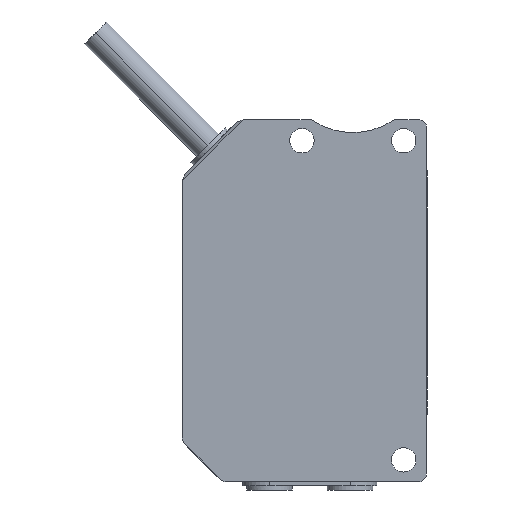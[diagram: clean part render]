
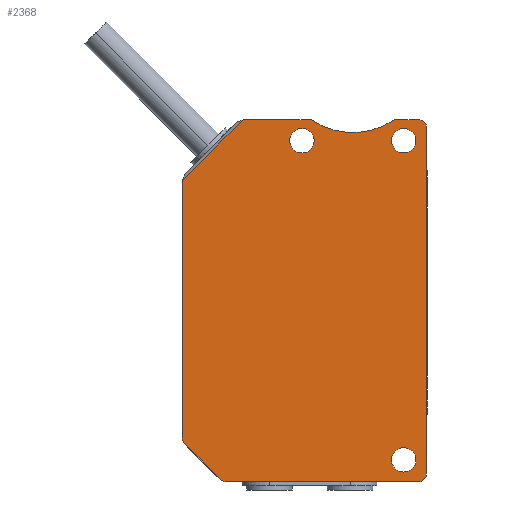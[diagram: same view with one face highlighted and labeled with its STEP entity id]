
A CAD part, front view. The second image highlights one B-rep face of the part: STEP entity #2368.
In plain terms, the highlighted planar face has unit normal (0, -1, 0).
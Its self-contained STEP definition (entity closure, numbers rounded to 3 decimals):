
#2=CARTESIAN_POINT('',(12.2,-7.5,-19.55));
#3=DIRECTION('',(0.,1.,0.));
#4=DIRECTION('',(1.,0.,0.));
#5=AXIS2_PLACEMENT_3D('',#2,#3,#4);
#7=CARTESIAN_POINT('',(12.2,-7.5,-19.55));
#8=DIRECTION('',(0.,1.,0.));
#9=DIRECTION('',(-1.,0.,0.));
#10=AXIS2_PLACEMENT_3D('',#7,#8,#9);
#12=CARTESIAN_POINT('',(12.2,-7.5,19.65));
#13=DIRECTION('',(0.,1.,0.));
#14=DIRECTION('',(1.,0.,0.));
#15=AXIS2_PLACEMENT_3D('',#12,#13,#14);
#17=CARTESIAN_POINT('',(12.2,-7.5,19.65));
#18=DIRECTION('',(0.,1.,0.));
#19=DIRECTION('',(-1.,0.,0.));
#20=AXIS2_PLACEMENT_3D('',#17,#18,#19);
#22=CARTESIAN_POINT('',(-0.3,-7.5,19.65));
#23=DIRECTION('',(0.,1.,0.));
#24=DIRECTION('',(1.,0.,0.));
#25=AXIS2_PLACEMENT_3D('',#22,#23,#24);
#27=CARTESIAN_POINT('',(-0.3,-7.5,19.65));
#28=DIRECTION('',(0.,1.,0.));
#29=DIRECTION('',(-1.,0.,0.));
#30=AXIS2_PLACEMENT_3D('',#27,#28,#29);
#32=CARTESIAN_POINT('',(5.95,-7.5,29.65));
#33=DIRECTION('',(0.,1.,0.));
#34=DIRECTION('',(0.569,0.,-0.822));
#35=AXIS2_PLACEMENT_3D('',#32,#33,#34);
#37=DIRECTION('',(1.,0.,0.));
#38=VECTOR('',#37,2.928);
#39=CARTESIAN_POINT('',(11.072,-7.5,22.25));
#40=LINE('',#39,#38);
#41=CARTESIAN_POINT('',(14.,-7.5,21.25));
#42=DIRECTION('',(0.,-1.,0.));
#43=DIRECTION('',(1.,0.,0.));
#44=AXIS2_PLACEMENT_3D('',#41,#42,#43);
#46=DIRECTION('',(0.,0.,-1.));
#47=VECTOR('',#46,42.5);
#48=CARTESIAN_POINT('',(15.,-7.5,21.25));
#49=LINE('',#48,#47);
#50=CARTESIAN_POINT('',(14.,-7.5,-21.25));
#51=DIRECTION('',(0.,-1.,0.));
#52=DIRECTION('',(0.,0.,-1.));
#53=AXIS2_PLACEMENT_3D('',#50,#51,#52);
#55=DIRECTION('',(-1.,0.,0.));
#56=VECTOR('',#55,23.586);
#57=CARTESIAN_POINT('',(14.,-7.5,-22.25));
#58=LINE('',#57,#56);
#59=CARTESIAN_POINT('',(-9.586,-7.5,-21.25));
#60=DIRECTION('',(0.,-1.,0.));
#61=DIRECTION('',(-0.707,0.,-0.707));
#62=AXIS2_PLACEMENT_3D('',#59,#60,#61);
#64=DIRECTION('',(0.707,0.,-0.707));
#65=VECTOR('',#64,6.243);
#66=CARTESIAN_POINT('',(-14.707,-7.5,-17.543));
#67=LINE('',#66,#65);
#68=CARTESIAN_POINT('',(-14.,-7.5,-16.836));
#69=DIRECTION('',(0.,-1.,0.));
#70=DIRECTION('',(-1.,0.,0.));
#71=AXIS2_PLACEMENT_3D('',#68,#69,#70);
#73=DIRECTION('',(0.,0.,1.));
#74=VECTOR('',#73,31.586);
#75=CARTESIAN_POINT('',(-15.,-7.5,-16.836));
#76=LINE('',#75,#74);
#77=DIRECTION('',(-0.383,0.,-0.924));
#78=VECTOR('',#77,0.009);
#79=CARTESIAN_POINT('',(-14.996,-7.5,14.759));
#80=LINE('',#79,#78);
#81=DIRECTION('',(-0.707,0.,-0.707));
#82=VECTOR('',#81,10.589);
#83=CARTESIAN_POINT('',(-7.509,-7.5,22.246));
#84=LINE('',#83,#82);
#85=DIRECTION('',(-0.924,0.,-0.383));
#86=VECTOR('',#85,0.009);
#87=CARTESIAN_POINT('',(-7.5,-7.5,22.25));
#88=LINE('',#87,#86);
#89=DIRECTION('',(1.,0.,0.));
#90=VECTOR('',#89,8.328);
#91=CARTESIAN_POINT('',(-7.5,-7.5,22.25));
#92=LINE('',#91,#90);
#1758=CARTESIAN_POINT('',(13.7,-7.5,-19.55));
#1759=CARTESIAN_POINT('',(10.7,-7.5,-19.55));
#1760=VERTEX_POINT('',#1758);
#1761=VERTEX_POINT('',#1759);
#1762=CARTESIAN_POINT('',(13.7,-7.5,19.65));
#1763=CARTESIAN_POINT('',(10.7,-7.5,19.65));
#1764=VERTEX_POINT('',#1762);
#1765=VERTEX_POINT('',#1763);
#1766=CARTESIAN_POINT('',(1.2,-7.5,19.65));
#1767=CARTESIAN_POINT('',(-1.8,-7.5,19.65));
#1768=VERTEX_POINT('',#1766);
#1769=VERTEX_POINT('',#1767);
#1786=CARTESIAN_POINT('',(-10.293,-7.5,-21.957));
#1787=VERTEX_POINT('',#1786);
#1788=CARTESIAN_POINT('',(-9.586,-7.5,-22.25));
#1789=VERTEX_POINT('',#1788);
#1790=CARTESIAN_POINT('',(-15.,-7.5,-16.836));
#1791=CARTESIAN_POINT('',(-14.707,-7.5,-17.543));
#1792=VERTEX_POINT('',#1790);
#1793=VERTEX_POINT('',#1791);
#1798=CARTESIAN_POINT('',(14.,-7.5,-22.25));
#1799=CARTESIAN_POINT('',(15.,-7.5,-21.25));
#1800=VERTEX_POINT('',#1798);
#1801=VERTEX_POINT('',#1799);
#1806=CARTESIAN_POINT('',(15.,-7.5,21.25));
#1807=CARTESIAN_POINT('',(14.,-7.5,22.25));
#1808=VERTEX_POINT('',#1806);
#1809=VERTEX_POINT('',#1807);
#1814=CARTESIAN_POINT('',(-15.,-7.5,14.75));
#1816=VERTEX_POINT('',#1814);
#1819=CARTESIAN_POINT('',(-7.5,-7.5,22.25));
#1821=VERTEX_POINT('',#1819);
#1830=CARTESIAN_POINT('',(-14.996,-7.5,14.759));
#1832=VERTEX_POINT('',#1830);
#1836=CARTESIAN_POINT('',(-7.509,-7.5,22.246));
#1837=VERTEX_POINT('',#1836);
#1838=CARTESIAN_POINT('',(11.072,-7.5,22.25));
#1839=CARTESIAN_POINT('',(0.828,-7.5,22.25));
#1840=VERTEX_POINT('',#1838);
#1841=VERTEX_POINT('',#1839);
#2315=CARTESIAN_POINT('',(0.,-7.5,0.));
#2316=DIRECTION('',(0.,1.,0.));
#2317=DIRECTION('',(1.,0.,0.));
#2318=AXIS2_PLACEMENT_3D('',#2315,#2316,#2317);
#2319=PLANE('',#2318);
#2321=ORIENTED_EDGE('',*,*,#2320,.F.);
#2323=ORIENTED_EDGE('',*,*,#2322,.T.);
#2325=ORIENTED_EDGE('',*,*,#2324,.F.);
#2327=ORIENTED_EDGE('',*,*,#2326,.T.);
#2329=ORIENTED_EDGE('',*,*,#2328,.F.);
#2331=ORIENTED_EDGE('',*,*,#2330,.T.);
#2333=ORIENTED_EDGE('',*,*,#2332,.F.);
#2335=ORIENTED_EDGE('',*,*,#2334,.F.);
#2337=ORIENTED_EDGE('',*,*,#2336,.F.);
#2339=ORIENTED_EDGE('',*,*,#2338,.T.);
#2341=ORIENTED_EDGE('',*,*,#2340,.F.);
#2343=ORIENTED_EDGE('',*,*,#2342,.F.);
#2345=ORIENTED_EDGE('',*,*,#2344,.F.);
#2347=ORIENTED_EDGE('',*,*,#2346,.T.);
#2348=EDGE_LOOP('',(#2321,#2323,#2325,#2327,#2329,#2331,#2333,#2335,#2337,#2339,
#2341,#2343,#2345,#2347));
#2349=FACE_OUTER_BOUND('',#2348,.F.);
#2351=ORIENTED_EDGE('',*,*,#2350,.F.);
#2353=ORIENTED_EDGE('',*,*,#2352,.F.);
#2354=EDGE_LOOP('',(#2351,#2353));
#2355=FACE_BOUND('',#2354,.F.);
#2357=ORIENTED_EDGE('',*,*,#2356,.F.);
#2359=ORIENTED_EDGE('',*,*,#2358,.F.);
#2360=EDGE_LOOP('',(#2357,#2359));
#2361=FACE_BOUND('',#2360,.F.);
#2363=ORIENTED_EDGE('',*,*,#2362,.F.);
#2365=ORIENTED_EDGE('',*,*,#2364,.F.);
#2366=EDGE_LOOP('',(#2363,#2365));
#2367=FACE_BOUND('',#2366,.F.);
#6=CIRCLE('',#5,1.5);
#11=CIRCLE('',#10,1.5);
#16=CIRCLE('',#15,1.5);
#21=CIRCLE('',#20,1.5);
#26=CIRCLE('',#25,1.5);
#31=CIRCLE('',#30,1.5);
#36=CIRCLE('',#35,9.);
#45=CIRCLE('',#44,1.);
#54=CIRCLE('',#53,1.);
#63=CIRCLE('',#62,1.);
#72=CIRCLE('',#71,1.);
#2320=EDGE_CURVE('',#1840,#1841,#36,.T.);
#2322=EDGE_CURVE('',#1840,#1809,#40,.T.);
#2324=EDGE_CURVE('',#1808,#1809,#45,.T.);
#2326=EDGE_CURVE('',#1808,#1801,#49,.T.);
#2328=EDGE_CURVE('',#1800,#1801,#54,.T.);
#2330=EDGE_CURVE('',#1800,#1789,#58,.T.);
#2332=EDGE_CURVE('',#1787,#1789,#63,.T.);
#2334=EDGE_CURVE('',#1793,#1787,#67,.T.);
#2336=EDGE_CURVE('',#1792,#1793,#72,.T.);
#2338=EDGE_CURVE('',#1792,#1816,#76,.T.);
#2340=EDGE_CURVE('',#1832,#1816,#80,.T.);
#2342=EDGE_CURVE('',#1837,#1832,#84,.T.);
#2344=EDGE_CURVE('',#1821,#1837,#88,.T.);
#2346=EDGE_CURVE('',#1821,#1841,#92,.T.);
#2350=EDGE_CURVE('',#1764,#1765,#16,.T.);
#2352=EDGE_CURVE('',#1765,#1764,#21,.T.);
#2356=EDGE_CURVE('',#1768,#1769,#26,.T.);
#2358=EDGE_CURVE('',#1769,#1768,#31,.T.);
#2362=EDGE_CURVE('',#1760,#1761,#6,.T.);
#2364=EDGE_CURVE('',#1761,#1760,#11,.T.);
#2368=ADVANCED_FACE('',(#2349,#2355,#2361,#2367),#2319,.F.);
